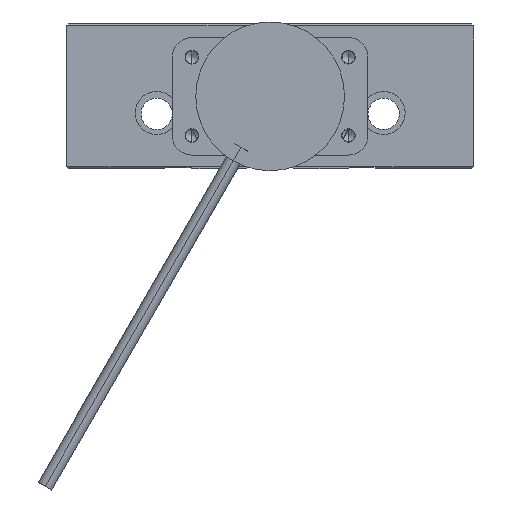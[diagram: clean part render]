
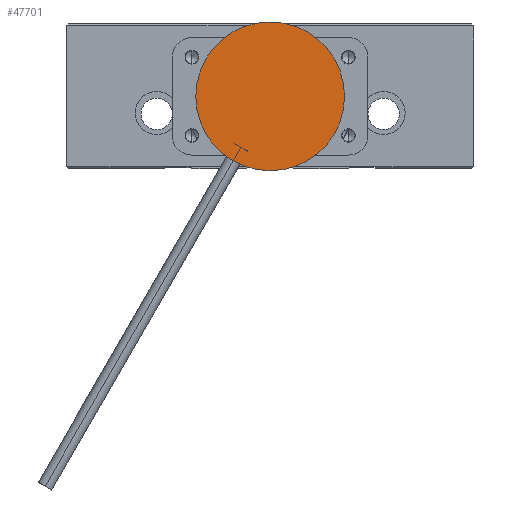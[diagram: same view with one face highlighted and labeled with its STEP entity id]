
A CAD part, front view. The second image highlights one B-rep face of the part: STEP entity #47701.
In plain terms, the highlighted face is planar.
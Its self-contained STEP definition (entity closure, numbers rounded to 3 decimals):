
#2203 = DIRECTION ( 'NONE',  ( 0., 0., 1. ) ) ;
#3172 = DIRECTION ( 'NONE',  ( 0., 0., 1. ) ) ;
#5514 = EDGE_LOOP ( 'NONE', ( #28946, #50083 ) ) ;
#6072 = DIRECTION ( 'NONE',  ( 1., 0., 0. ) ) ;
#6695 = CARTESIAN_POINT ( 'NONE',  ( 0., 0., -35. ) ) ;
#7261 = AXIS2_PLACEMENT_3D ( 'NONE', #49868, #3172, #21823 ) ;
#11963 = CIRCLE ( 'NONE', #7261, 19. ) ;
#12778 = EDGE_CURVE ( 'NONE', #28210, #16685, #11963, .T. ) ;
#13909 = CARTESIAN_POINT ( 'NONE',  ( -19., 0., -35. ) ) ;
#15570 = AXIS2_PLACEMENT_3D ( 'NONE', #46649, #41869, #60570 ) ;
#16685 = VERTEX_POINT ( 'NONE', #13909 ) ;
#21823 = DIRECTION ( 'NONE',  ( 1., 0., 0. ) ) ;
#27658 = CARTESIAN_POINT ( 'NONE',  ( 19., 0., -35. ) ) ;
#28210 = VERTEX_POINT ( 'NONE', #27658 ) ;
#28946 = ORIENTED_EDGE ( 'NONE', *, *, #12778, .F. ) ;
#29859 = CIRCLE ( 'NONE', #15570, 19. ) ;
#31761 = FACE_OUTER_BOUND ( 'NONE', #5514, .T. ) ;
#38174 = AXIS2_PLACEMENT_3D ( 'NONE', #6695, #2203, #6072 ) ;
#39630 = PLANE ( 'NONE',  #38174 ) ;
#41869 = DIRECTION ( 'NONE',  ( 0., 0., 1. ) ) ;
#46649 = CARTESIAN_POINT ( 'NONE',  ( 0., 0., -35. ) ) ;
#47701 = ADVANCED_FACE ( 'NONE', ( #31761 ), #39630, .F. ) ;
#49868 = CARTESIAN_POINT ( 'NONE',  ( 0., 0., -35. ) ) ;
#50083 = ORIENTED_EDGE ( 'NONE', *, *, #51012, .F. ) ;
#51012 = EDGE_CURVE ( 'NONE', #16685, #28210, #29859, .T. ) ;
#60570 = DIRECTION ( 'NONE',  ( 1., 0., 0. ) ) ;
